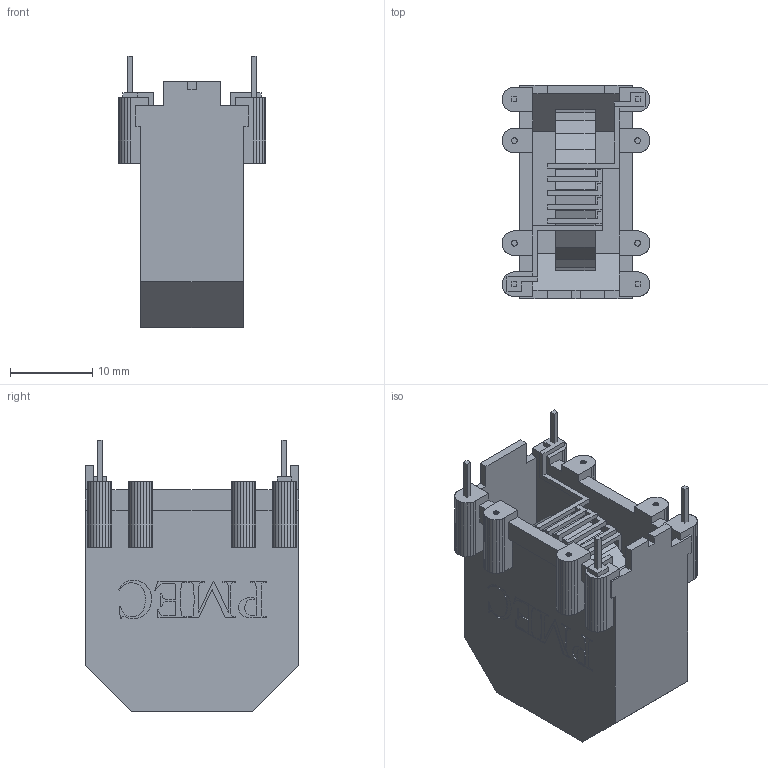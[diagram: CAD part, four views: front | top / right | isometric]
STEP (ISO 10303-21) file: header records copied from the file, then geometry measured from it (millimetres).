
FILE_DESCRIPTION(('FreeCAD Model'),'2;1');
FILE_NAME('X23Ve.stp', '2014-07-08T13:48:41',('FreeCAD'),('FreeCAD'), 'Open CASCADE STEP processor 6.3','FreeCAD','Unknown');
FILE_SCHEMA(('AUTOMOTIVE_DESIGN_CC2 { 1 2 10303 214 -1 1 5 4 }'));
Products named in the file (6): X23Ve; X23Ve004; X23Ve003; X23Ve005; X23Ve001; X23Ve002
Bounding box: 18 x 26 x 33 mm (x, y, z)
Volume: 3371 mm3; surface area: 6163.4 mm2
Topology: 6 solids, 6 shells, 816 faces, 2377 edges, 1585 vertices
Faces by surface type: plane 547, cylinder 269
Entity records: 60029 total; most frequent: CARTESIAN_POINT 14479, DIRECTION 7988, LINE 4974, VECTOR 4974, ORIENTED_EDGE 4754, PCURVE 4754, DEFINITIONAL_REPRESENTATION 4754, EDGE_CURVE 2377
